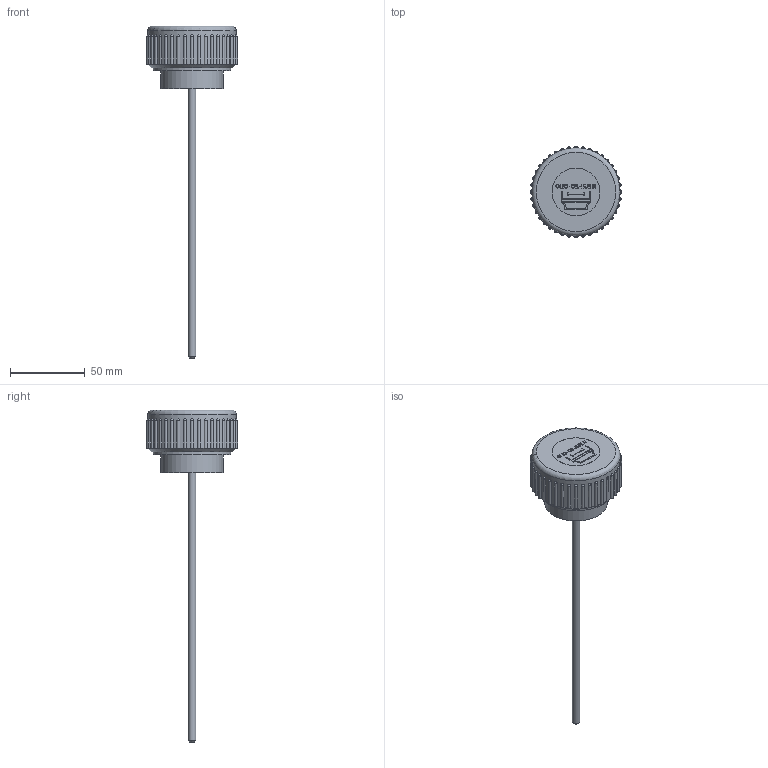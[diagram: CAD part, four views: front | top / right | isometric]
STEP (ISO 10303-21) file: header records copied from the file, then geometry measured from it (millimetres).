
FILE_DESCRIPTION( ( 'Unknown' ), '1' );
FILE_NAME( '6313065_TA6.stp', 'Unknown', ( 'Unknown' ), ( 'Unknown' ), 'PSStep 14.0', 'Unknown', ' ' );
FILE_SCHEMA( ( 'AUTOMOTIVE_DESIGN { 1 0 10303 214 1 1 1 1 }' ) );
Length unit declared in the file: millimetre
Products named in the file (1): 6313060
Bounding box: 60.99 x 60.99 x 222 mm (x, y, z)
Volume: 101095.8 mm3; surface area: 16189.5 mm2
Topology: 1 solids, 6 shells, 277 faces, 738 edges, 453 vertices
Faces by surface type: plane 167, cylinder 54, sphere 40, extrusion 8, cone 7, torus 1
Full cylindrical faces by diameter (mm): 5 x6, 32 x1, 41.91 x1, 52 x1, 59 x1
Entity records: 10831 total; most frequent: CARTESIAN_POINT 2319, DIRECTION 1309, ORIENTED_EDGE 1244, EDGE_CURVE 622, AXIS2_PLACEMENT_3D 465, VERTEX_POINT 401, VECTOR 379, LINE 371
